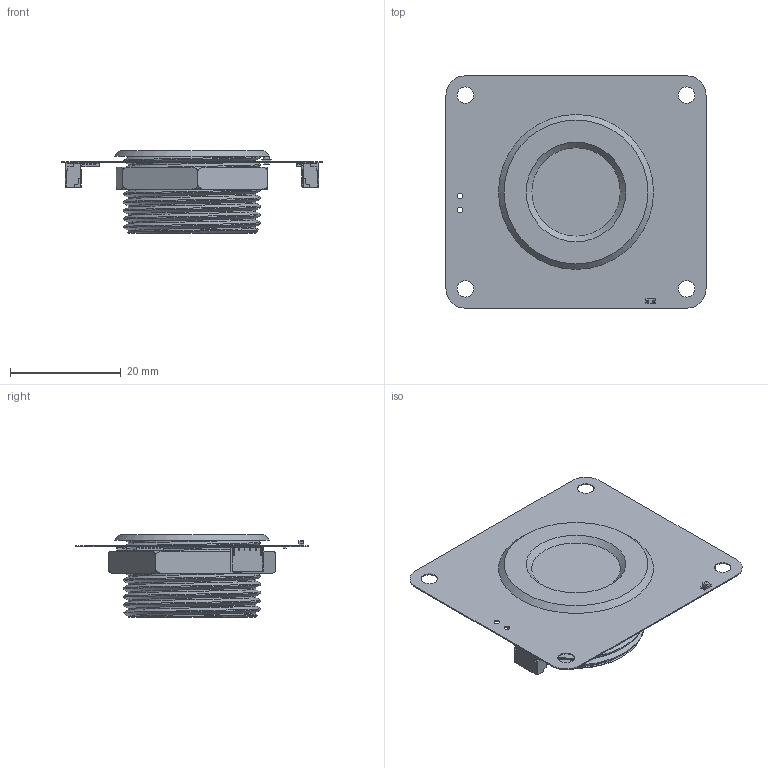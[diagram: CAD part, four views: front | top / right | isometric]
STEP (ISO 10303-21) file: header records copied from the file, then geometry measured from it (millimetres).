
FILE_DESCRIPTION(('Open CASCADE Model'),'2;1');
FILE_NAME('Open CASCADE Shape Model','2025-06-02T07:10:44',('Author'),( 'Open CASCADE'),'Open CASCADE STEP processor 7.5','Open CASCADE 7.5' ,'Unknown');
FILE_SCHEMA(('AUTOMOTIVE_DESIGN { 1 0 10303 214 1 1 1 1 }'));
Length unit declared in the file: millimetre
Products named in the file (43): PCB; Board; Open CASCADE STEP translator 7.5 2.1.1; C3; C0402; C4; 0805 SMD Capacitor; J3; Conn_JST_BM06B-SRSS-TBT_LF_SN_eec; body; terminal; mtn; mtn_MIR; logo; C1; C2; R4; User Library-R SMD 0402; User Library-R SMD 0402_0402 BODY; User Library-R SMD 0402_0402 PAD; User Library-R SMD 0402_0402 OPIS; D; DUELink-Connector-BM04B-SRSS-TB; U; DUELink-U-Connector-BM04B-SRSS-TB; STAT1; 0603 LED Green; Solid1; Solid4; Free-Models; R503_M25x15 v3; Silicon; Component4; Nut; Case; FPS; STM32-QFN32
Assembly tree (45 placements, depth 4):
  PCB
    Board
      Open CASCADE STEP translator 7.5 2.1.1
    C3
      C0402
    C4
      0805 SMD Capacitor
    J3
      Conn_JST_BM06B-SRSS-TBT_LF_SN_eec
        body
        terminal
        mtn
        mtn_MIR
        logo
    C1
      C0402
    C2
      0805 SMD Capacitor
    R4
      User Library-R SMD 0402
        User Library-R SMD 0402_0402 BODY
        User Library-R SMD 0402_0402 PAD  x2
        User Library-R SMD 0402_0402 OPIS
    D
      DUELink-Connector-BM04B-SRSS-TB
    U
      DUELink-U-Connector-BM04B-SRSS-TB
    STAT1
      0603 LED Green
        Solid1
        Solid4
        Solid1
        Solid1
        Solid4
        Solid1
        Solid1
        Solid1
    Free-Models
      R503_M25x15 v3
        Silicon
        Component4
        Nut
        Case
        FPS
      STM32-QFN32
Bounding box: 47 x 42 x 15 mm (x, y, z)
Volume: 4532.1 mm3; surface area: 10349.3 mm2
Topology: 108 solids, 108 shells, 1998 faces, 6226 edges, 5890 vertices
Faces by surface type: plane 1207, cylinder 437, bspline 227, sphere 62, torus 46, revolution 16, cone 3
Full cylindrical faces by diameter (mm): 1 x4, 1.016 x2, 3 x4, 16 x1, 20 x1, 21.633 x1, 23 x1, 23.132 x8, 23.526 x2, 24.85 x8, 25 x1, 25.208 x2
Entity records: 80365 total; most frequent: CARTESIAN_POINT 23616, DIRECTION 9702, ORIENTED_EDGE 8756, LINE 4534, VECTOR 4534, EDGE_CURVE 4378, VERTEX_POINT 2794, AXIS2_PLACEMENT_3D 2580
